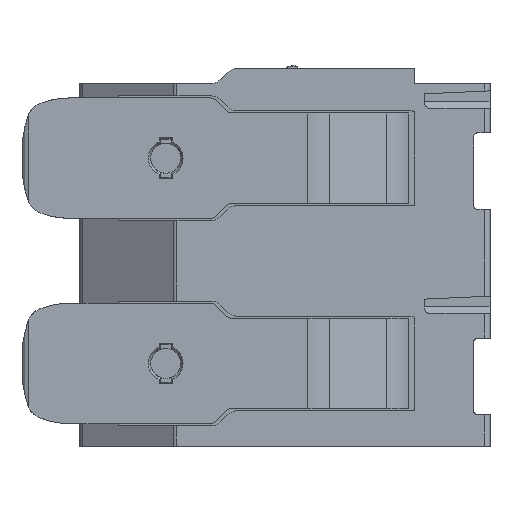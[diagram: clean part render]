
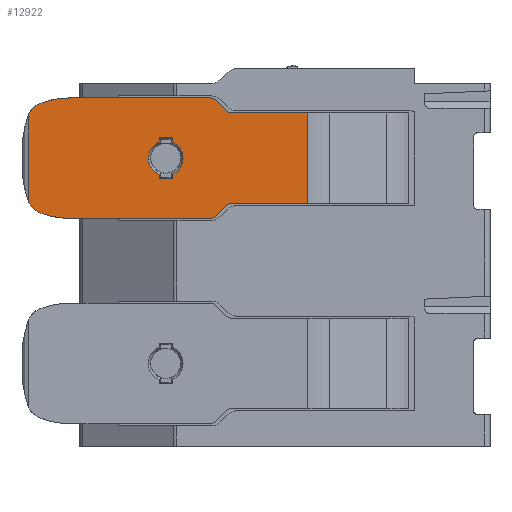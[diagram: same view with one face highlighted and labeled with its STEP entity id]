
A CAD part, left-side view. The second image highlights one B-rep face of the part: STEP entity #12922.
In plain terms, the highlighted planar face has unit normal (-1, 0, 0).
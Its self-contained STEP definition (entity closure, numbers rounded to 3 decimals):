
#128=CIRCLE('',#13449,1.273);
#129=CIRCLE('',#13450,1.273);
#130=CIRCLE('',#13451,6.);
#131=CIRCLE('',#13452,1.5);
#132=CIRCLE('',#13453,1.5);
#133=CIRCLE('',#13454,6.);
#134=CIRCLE('',#13455,0.5);
#135=CIRCLE('',#13456,0.5);
#136=CIRCLE('',#13457,0.5);
#137=CIRCLE('',#13458,0.5);
#809=ORIENTED_EDGE('',*,*,#3709,.T.);
#810=ORIENTED_EDGE('',*,*,#3710,.T.);
#811=ORIENTED_EDGE('',*,*,#3711,.F.);
#812=ORIENTED_EDGE('',*,*,#3712,.F.);
#813=ORIENTED_EDGE('',*,*,#3713,.T.);
#814=ORIENTED_EDGE('',*,*,#3714,.F.);
#815=ORIENTED_EDGE('',*,*,#3715,.T.);
#816=ORIENTED_EDGE('',*,*,#3716,.T.);
#817=ORIENTED_EDGE('',*,*,#3717,.F.);
#818=ORIENTED_EDGE('',*,*,#3718,.F.);
#819=ORIENTED_EDGE('',*,*,#3719,.F.);
#820=ORIENTED_EDGE('',*,*,#3720,.T.);
#821=ORIENTED_EDGE('',*,*,#3721,.F.);
#822=ORIENTED_EDGE('',*,*,#3722,.F.);
#823=ORIENTED_EDGE('',*,*,#3723,.T.);
#824=ORIENTED_EDGE('',*,*,#3724,.F.);
#825=ORIENTED_EDGE('',*,*,#3725,.F.);
#826=ORIENTED_EDGE('',*,*,#3726,.T.);
#827=ORIENTED_EDGE('',*,*,#3727,.T.);
#828=ORIENTED_EDGE('',*,*,#3728,.F.);
#829=ORIENTED_EDGE('',*,*,#3729,.F.);
#830=ORIENTED_EDGE('',*,*,#3730,.T.);
#831=ORIENTED_EDGE('',*,*,#3731,.F.);
#832=ORIENTED_EDGE('',*,*,#3732,.F.);
#3709=EDGE_CURVE('',#5155,#5156,#128,.T.);
#3710=EDGE_CURVE('',#5156,#5157,#6113,.T.);
#3711=EDGE_CURVE('',#5158,#5157,#6114,.T.);
#3712=EDGE_CURVE('',#5159,#5158,#6115,.T.);
#3713=EDGE_CURVE('',#5159,#5160,#129,.T.);
#3714=EDGE_CURVE('',#5161,#5160,#6116,.T.);
#3715=EDGE_CURVE('',#5161,#5162,#6117,.T.);
#3716=EDGE_CURVE('',#5162,#5155,#6118,.T.);
#3717=EDGE_CURVE('',#5163,#5164,#6119,.T.);
#3718=EDGE_CURVE('',#5165,#5163,#130,.T.);
#3719=EDGE_CURVE('',#5166,#5165,#131,.T.);
#3720=EDGE_CURVE('',#5166,#5167,#6120,.T.);
#3721=EDGE_CURVE('',#5168,#5167,#132,.T.);
#3722=EDGE_CURVE('',#5169,#5168,#133,.T.);
#3723=EDGE_CURVE('',#5169,#5170,#6121,.T.);
#3724=EDGE_CURVE('',#5171,#5170,#134,.T.);
#3725=EDGE_CURVE('',#5172,#5171,#6122,.T.);
#3726=EDGE_CURVE('',#5172,#5173,#135,.T.);
#3727=EDGE_CURVE('',#5173,#5174,#6123,.T.);
#3728=EDGE_CURVE('',#5175,#5174,#6124,.T.);
#3729=EDGE_CURVE('',#5176,#5175,#6125,.T.);
#3730=EDGE_CURVE('',#5176,#5177,#136,.T.);
#3731=EDGE_CURVE('',#5178,#5177,#6126,.T.);
#3732=EDGE_CURVE('',#5164,#5178,#137,.T.);
#5155=VERTEX_POINT('',#17369);
#5156=VERTEX_POINT('',#17370);
#5157=VERTEX_POINT('',#17372);
#5158=VERTEX_POINT('',#17374);
#5159=VERTEX_POINT('',#17376);
#5160=VERTEX_POINT('',#17378);
#5161=VERTEX_POINT('',#17380);
#5162=VERTEX_POINT('',#17382);
#5163=VERTEX_POINT('',#17385);
#5164=VERTEX_POINT('',#17386);
#5165=VERTEX_POINT('',#17388);
#5166=VERTEX_POINT('',#17390);
#5167=VERTEX_POINT('',#17392);
#5168=VERTEX_POINT('',#17394);
#5169=VERTEX_POINT('',#17396);
#5170=VERTEX_POINT('',#17398);
#5171=VERTEX_POINT('',#17400);
#5172=VERTEX_POINT('',#17402);
#5173=VERTEX_POINT('',#17404);
#5174=VERTEX_POINT('',#17406);
#5175=VERTEX_POINT('',#17408);
#5176=VERTEX_POINT('',#17410);
#5177=VERTEX_POINT('',#17412);
#5178=VERTEX_POINT('',#17414);
#6113=LINE('',#17371,#7062);
#6114=LINE('',#17373,#7063);
#6115=LINE('',#17375,#7064);
#6116=LINE('',#17379,#7065);
#6117=LINE('',#17381,#7066);
#6118=LINE('',#17383,#7067);
#6119=LINE('',#17384,#7068);
#6120=LINE('',#17391,#7069);
#6121=LINE('',#17397,#7070);
#6122=LINE('',#17401,#7071);
#6123=LINE('',#17405,#7072);
#6124=LINE('',#17407,#7073);
#6125=LINE('',#17409,#7074);
#6126=LINE('',#17413,#7075);
#7062=VECTOR('',#14473,1000.);
#7063=VECTOR('',#14474,1000.);
#7064=VECTOR('',#14475,1000.);
#7065=VECTOR('',#14478,1000.);
#7066=VECTOR('',#14479,1000.);
#7067=VECTOR('',#14480,1000.);
#7068=VECTOR('',#14481,1000.);
#7069=VECTOR('',#14486,1000.);
#7070=VECTOR('',#14491,1000.);
#7071=VECTOR('',#14494,1000.);
#7072=VECTOR('',#14497,1000.);
#7073=VECTOR('',#14498,1000.);
#7074=VECTOR('',#14499,1000.);
#7075=VECTOR('',#14502,1000.);
#7981=EDGE_LOOP('',(#809,#810,#811,#812,#813,#814,#815,#816));
#7982=EDGE_LOOP('',(#817,#818,#819,#820,#821,#822,#823,#824,#825,#826,#827,
#828,#829,#830,#831,#832));
#8513=FACE_BOUND('',#7981,.T.);
#8514=FACE_BOUND('',#7982,.T.);
#9041=PLANE('',#13448);
#12922=ADVANCED_FACE('',(#8513,#8514),#9041,.F.);
#13448=AXIS2_PLACEMENT_3D('',#17367,#14469,#14470);
#13449=AXIS2_PLACEMENT_3D('',#17368,#14471,#14472);
#13450=AXIS2_PLACEMENT_3D('',#17377,#14476,#14477);
#13451=AXIS2_PLACEMENT_3D('',#17387,#14482,#14483);
#13452=AXIS2_PLACEMENT_3D('',#17389,#14484,#14485);
#13453=AXIS2_PLACEMENT_3D('',#17393,#14487,#14488);
#13454=AXIS2_PLACEMENT_3D('',#17395,#14489,#14490);
#13455=AXIS2_PLACEMENT_3D('',#17399,#14492,#14493);
#13456=AXIS2_PLACEMENT_3D('',#17403,#14495,#14496);
#13457=AXIS2_PLACEMENT_3D('',#17411,#14500,#14501);
#13458=AXIS2_PLACEMENT_3D('',#17415,#14503,#14504);
#14469=DIRECTION('',(1.,0.,0.));
#14470=DIRECTION('',(0.,0.,-1.));
#14471=DIRECTION('',(1.,0.,0.));
#14472=DIRECTION('',(0.,0.,-1.));
#14473=DIRECTION('',(0.,0.,-1.));
#14474=DIRECTION('',(0.,-1.,0.));
#14475=DIRECTION('',(0.,0.,-1.));
#14476=DIRECTION('',(1.,0.,0.));
#14477=DIRECTION('',(0.,0.,-1.));
#14478=DIRECTION('',(0.,0.,-1.));
#14479=DIRECTION('',(0.,-1.,0.));
#14480=DIRECTION('',(0.,0.,-1.));
#14481=DIRECTION('',(0.,-1.,0.));
#14482=DIRECTION('',(1.,0.,0.));
#14483=DIRECTION('',(0.,0.,-1.));
#14484=DIRECTION('',(1.,0.,0.));
#14485=DIRECTION('',(0.,0.,-1.));
#14486=DIRECTION('',(0.,0.,-1.));
#14487=DIRECTION('',(1.,0.,0.));
#14488=DIRECTION('',(0.,0.,-1.));
#14489=DIRECTION('',(1.,0.,0.));
#14490=DIRECTION('',(0.,0.,-1.));
#14491=DIRECTION('',(0.,-1.,0.));
#14492=DIRECTION('',(1.,0.,0.));
#14493=DIRECTION('',(0.,0.,-1.));
#14494=DIRECTION('',(0.,0.707,-0.707));
#14495=DIRECTION('',(1.,0.,0.));
#14496=DIRECTION('',(0.,0.,-1.));
#14497=DIRECTION('',(0.,-1.,0.));
#14498=DIRECTION('',(0.,0.,-1.));
#14499=DIRECTION('',(0.,-1.,0.));
#14500=DIRECTION('',(1.,0.,0.));
#14501=DIRECTION('',(0.,0.,-1.));
#14502=DIRECTION('',(0.,-0.707,-0.707));
#14503=DIRECTION('',(1.,0.,0.));
#14504=DIRECTION('',(0.,0.,-1.));
#17367=CARTESIAN_POINT('',(-25.4,33.7,22.85));
#17368=CARTESIAN_POINT('',(-25.4,23.7,19.55));
#17369=CARTESIAN_POINT('',(-25.4,23.213,20.727));
#17370=CARTESIAN_POINT('',(-25.4,23.213,18.373));
#17371=CARTESIAN_POINT('',(-25.4,23.213,21.45));
#17372=CARTESIAN_POINT('',(-25.4,23.213,18.063));
#17373=CARTESIAN_POINT('',(-25.4,24.3,18.063));
#17374=CARTESIAN_POINT('',(-25.4,24.187,18.063));
#17375=CARTESIAN_POINT('',(-25.4,24.187,21.45));
#17376=CARTESIAN_POINT('',(-25.4,24.187,18.373));
#17377=CARTESIAN_POINT('',(-25.4,23.7,19.55));
#17378=CARTESIAN_POINT('',(-25.4,24.187,20.727));
#17379=CARTESIAN_POINT('',(-25.4,24.187,21.45));
#17380=CARTESIAN_POINT('',(-25.4,24.187,21.037));
#17381=CARTESIAN_POINT('',(-25.4,24.3,21.037));
#17382=CARTESIAN_POINT('',(-25.4,23.213,21.037));
#17383=CARTESIAN_POINT('',(-25.4,23.213,21.45));
#17384=CARTESIAN_POINT('',(-25.4,33.7,23.95));
#17385=CARTESIAN_POINT('',(-25.4,30.7,23.95));
#17386=CARTESIAN_POINT('',(-25.4,20.407,23.95));
#17387=CARTESIAN_POINT('',(-25.4,30.7,17.95));
#17388=CARTESIAN_POINT('',(-25.4,32.895,23.534));
#17389=CARTESIAN_POINT('',(-25.4,32.346,22.138));
#17390=CARTESIAN_POINT('',(-25.4,33.7,22.784));
#17391=CARTESIAN_POINT('',(-25.4,33.7,22.85));
#17392=CARTESIAN_POINT('',(-25.4,33.7,16.316));
#17393=CARTESIAN_POINT('',(-25.4,32.346,16.962));
#17394=CARTESIAN_POINT('',(-25.4,32.895,15.566));
#17395=CARTESIAN_POINT('',(-25.4,30.7,21.15));
#17396=CARTESIAN_POINT('',(-25.4,30.7,15.15));
#17397=CARTESIAN_POINT('',(-25.4,33.7,15.15));
#17398=CARTESIAN_POINT('',(-25.4,20.407,15.15));
#17399=CARTESIAN_POINT('',(-25.4,20.407,15.65));
#17400=CARTESIAN_POINT('',(-25.4,20.054,15.296));
#17401=CARTESIAN_POINT('',(-25.4,19.246,16.104));
#17402=CARTESIAN_POINT('',(-25.4,19.246,16.104));
#17403=CARTESIAN_POINT('',(-25.4,18.893,15.75));
#17404=CARTESIAN_POINT('',(-25.4,18.893,16.25));
#17405=CARTESIAN_POINT('',(-25.4,33.7,16.25));
#17406=CARTESIAN_POINT('',(-25.4,13.313,16.25));
#17407=CARTESIAN_POINT('',(-25.4,13.313,22.85));
#17408=CARTESIAN_POINT('',(-25.4,13.313,22.85));
#17409=CARTESIAN_POINT('',(-25.4,33.7,22.85));
#17410=CARTESIAN_POINT('',(-25.4,18.893,22.85));
#17411=CARTESIAN_POINT('',(-25.4,18.893,23.35));
#17412=CARTESIAN_POINT('',(-25.4,19.246,22.996));
#17413=CARTESIAN_POINT('',(-25.4,20.054,23.804));
#17414=CARTESIAN_POINT('',(-25.4,20.054,23.804));
#17415=CARTESIAN_POINT('',(-25.4,20.407,23.45));
